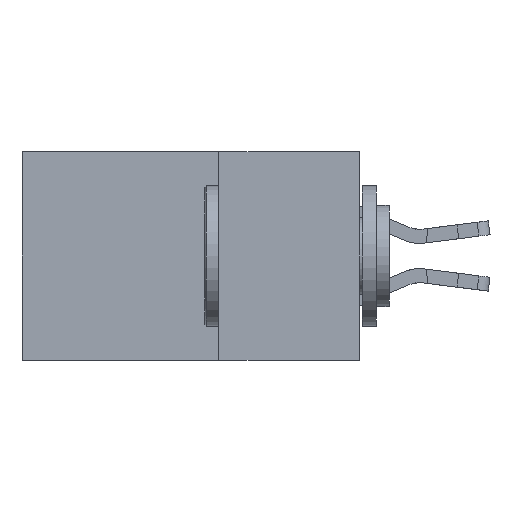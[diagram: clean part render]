
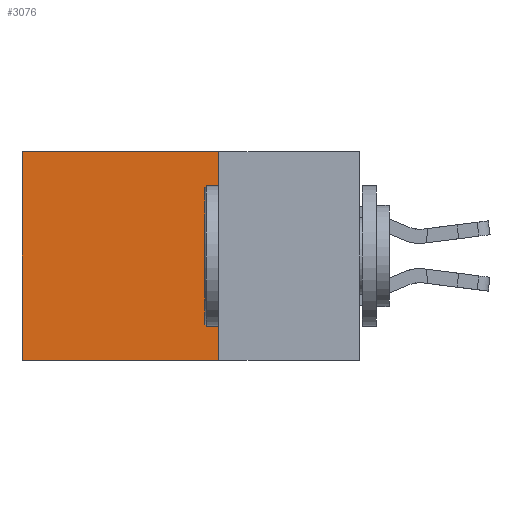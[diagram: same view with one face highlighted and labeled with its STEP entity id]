
A CAD part, left-side view. The second image highlights one B-rep face of the part: STEP entity #3076.
In plain terms, the highlighted planar face has unit normal (-1, 0, 0).
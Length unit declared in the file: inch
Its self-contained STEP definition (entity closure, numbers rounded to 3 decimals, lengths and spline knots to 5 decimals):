
#394 = PLANE ( 'NONE',  #16429 ) ;
#679 = VERTEX_POINT ( 'NONE', #6174 ) ;
#1097 = VERTEX_POINT ( 'NONE', #17454 ) ;
#1350 = LINE ( 'NONE', #10944, #11151 ) ;
#1398 = EDGE_CURVE ( 'NONE', #1097, #679, #1350, .T. ) ;
#2136 = CARTESIAN_POINT ( 'NONE',  ( 0.2875, 0.25, 0. ) ) ;
#3076 = ADVANCED_FACE ( 'NONE', ( #8616 ), #394, .F. ) ;
#3133 = CARTESIAN_POINT ( 'NONE',  ( 0.2875, 0.25, 0. ) ) ;
#3538 = VERTEX_POINT ( 'NONE', #8521 ) ;
#3892 = DIRECTION ( 'NONE',  ( 0., 0., -1. ) ) ;
#4353 = EDGE_LOOP ( 'NONE', ( #11374, #9667, #11181, #19202 ) ) ;
#5842 = CARTESIAN_POINT ( 'NONE',  ( 0.2875, 0.6, 0. ) ) ;
#6174 = CARTESIAN_POINT ( 'NONE',  ( 0.2875, 0.6, -0.37 ) ) ;
#6850 = CARTESIAN_POINT ( 'NONE',  ( 0.2875, 0.6, 0. ) ) ;
#8489 = VECTOR ( 'NONE', #8624, 39.37008 ) ;
#8521 = CARTESIAN_POINT ( 'NONE',  ( 0.2875, 0.25, 0. ) ) ;
#8616 = FACE_OUTER_BOUND ( 'NONE', #4353, .T. ) ;
#8624 = DIRECTION ( 'NONE',  ( 0., 0., -1. ) ) ;
#9667 = ORIENTED_EDGE ( 'NONE', *, *, #1398, .F. ) ;
#10928 = DIRECTION ( 'NONE',  ( 0., 1., 0. ) ) ;
#10944 = CARTESIAN_POINT ( 'NONE',  ( 0.2875, 0.25, -0.37 ) ) ;
#11151 = VECTOR ( 'NONE', #10928, 39.37008 ) ;
#11181 = ORIENTED_EDGE ( 'NONE', *, *, #22142, .F. ) ;
#11374 = ORIENTED_EDGE ( 'NONE', *, *, #15164, .T. ) ;
#11687 = VECTOR ( 'NONE', #15101, 39.37008 ) ;
#14292 = DIRECTION ( 'NONE',  ( 1., 0., 0. ) ) ;
#14639 = LINE ( 'NONE', #3133, #18636 ) ;
#15101 = DIRECTION ( 'NONE',  ( 0., 1., 0. ) ) ;
#15164 = EDGE_CURVE ( 'NONE', #15442, #679, #22103, .T. ) ;
#15442 = VERTEX_POINT ( 'NONE', #5842 ) ;
#16429 = AXIS2_PLACEMENT_3D ( 'NONE', #2136, #14292, #3892 ) ;
#16814 = CARTESIAN_POINT ( 'NONE',  ( 0.2875, 0.25, 0. ) ) ;
#17454 = CARTESIAN_POINT ( 'NONE',  ( 0.2875, 0.25, -0.37 ) ) ;
#18636 = VECTOR ( 'NONE', #22033, 39.37008 ) ;
#19202 = ORIENTED_EDGE ( 'NONE', *, *, #22074, .T. ) ;
#21241 = LINE ( 'NONE', #16814, #11687 ) ;
#22033 = DIRECTION ( 'NONE',  ( 0., 0., -1. ) ) ;
#22074 = EDGE_CURVE ( 'NONE', #3538, #15442, #21241, .T. ) ;
#22103 = LINE ( 'NONE', #6850, #8489 ) ;
#22142 = EDGE_CURVE ( 'NONE', #3538, #1097, #14639, .T. ) ;
